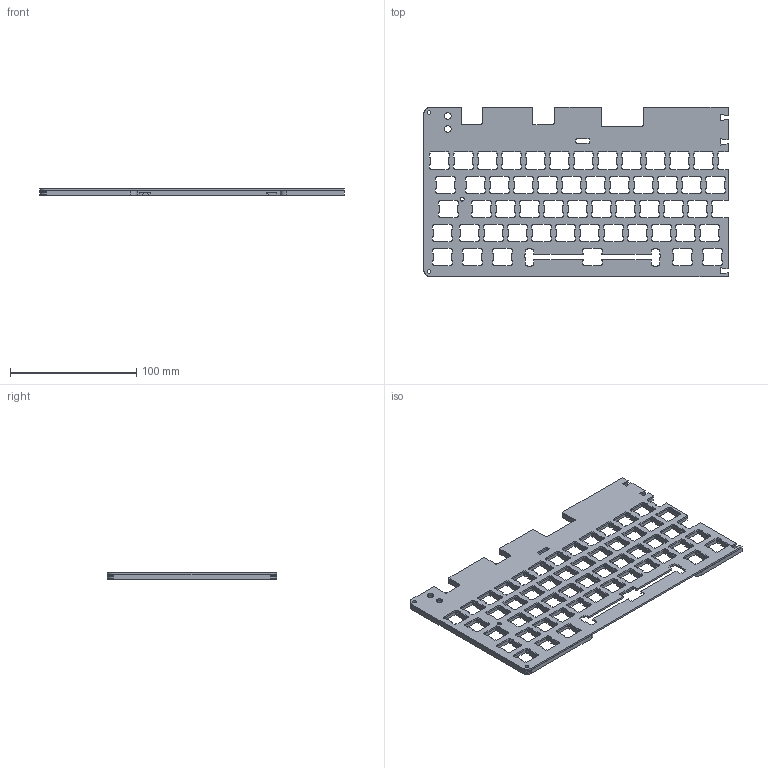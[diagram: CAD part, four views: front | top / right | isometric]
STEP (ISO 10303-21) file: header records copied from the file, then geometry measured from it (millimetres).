
FILE_DESCRIPTION(/* description */ ('','CAx-IF Rec.Pracs.---Representation and Presentation of Product Manufacturing Information (PMI)---4.0---2014-10-13'),/* implementation_level */ '2;1');
FILE_NAME(/* name */ 'keyboard-2-plate LHS v1.step',/* time_stamp */ '2025-01-18T22:32:53Z',/* author */ (''),/* organization */ (''),/* preprocessor_version */ 'ST-DEVELOPER v20',/* originating_system */ 'Autodesk Translation Framework v13.20.0.188',/* authorisation */ '');
FILE_SCHEMA (('AP242_MANAGED_MODEL_BASED_3D_ENGINEERING_MIM_LF { 1 0 10303 442 1 1 4 }'));
Products named in the file (2): keyboard-2-plate; Plate
Assembly tree (1 placements, depth 2):
  keyboard-2-plate
    Plate
Bounding box: 241.1 x 134 x 5 mm (x, y, z)
Volume: 84171.3 mm3; surface area: 93209.5 mm2
Topology: 2 solids, 2 shells, 2413 faces, 7227 edges, 4818 vertices
Faces by surface type: plane 2356, cylinder 51, torus 6
Full cylindrical faces by diameter (mm): 3 x4, 3.2 x2, 4.2 x1, 5.2 x4, 6 x2
Entity records: 80177 total; most frequent: CARTESIAN_POINT 14461, ORIENTED_EDGE 14454, DIRECTION 12179, EDGE_CURVE 7227, LINE 7107, VECTOR 7107, VERTEX_POINT 4818, EDGE_LOOP 2647
